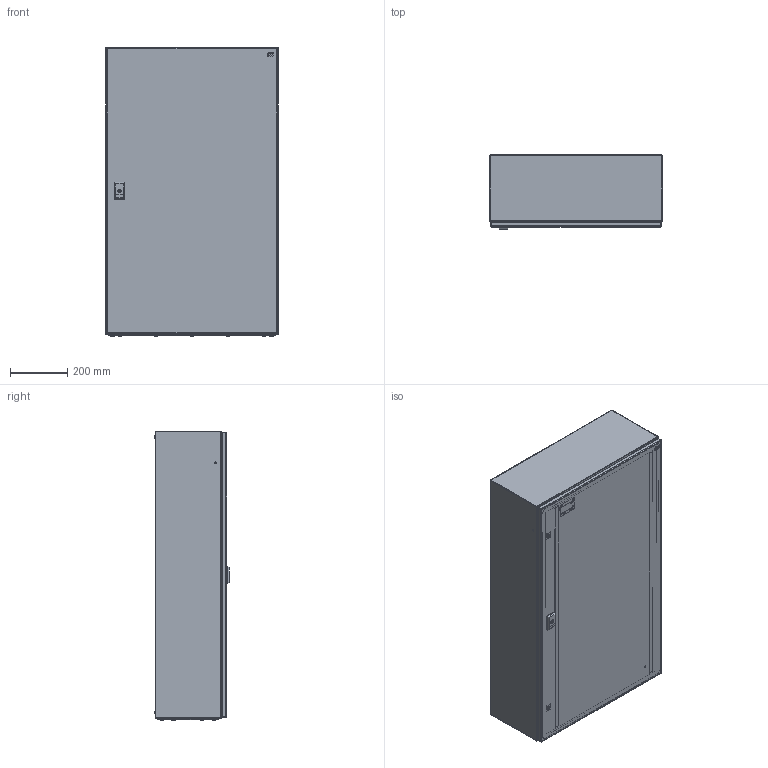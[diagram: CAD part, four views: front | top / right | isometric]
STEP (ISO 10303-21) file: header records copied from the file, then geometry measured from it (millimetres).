
FILE_DESCRIPTION((''),'2;1');
FILE_NAME('GT_100_60_25_ASM','2021-11-04T',('marketing.praksa'),('Audax d.o.o.'),'CREO PARAMETRIC BY PTC INC, 2017480','CREO PARAMETRIC BY PTC INC, 2017480','');
FILE_SCHEMA(('AUTOMOTIVE_DESIGN { 1 0 10303 214 1 1 1 1 }'));
Products named in the file (67): KOR_GT_100-60-25_1_1; PRZEPUST_1_2_3_4_1_1_1; ZAWIAS_1_2_3_4_1_1_1; TULEJA_1_2_3_4_1_1_1; PLYTA_1_2_3_4_1_1_1; NAKRETKA_M8_1_2_3_4_1_1_1; ZASLEPKA_10_7_1_2_3_4_1_1_1; SCREWS_100_60_25_1_1_1; SCREWS_100_60_25_1_2_1; SCREWS_100_60_25_1_3_1; SCREWS_100_60_25_1_4_1; SCREWS_100_60_25_1_6_1; SCREWS_100_60_25_1_7_1; SCREWS_100_60_25_1_8_1; SCREWS_100_60_25_1_9_1; SCREWS_100_60_25_1_10_1; SCREWS_100_60_25_1_11_1; SCREWS_100_60_25_1_12_1; SCREWS_100_60_25_1_13_1; SCREWS_100_60_25_1_14_1; SCREWS_100_60_25_1_5_1; DRZWI_1_2_3_4_5_6_7_8_1_1_1; DRZWI_1_2_3_4_5_6_7_8_2_1_1_1; ZAWIAS_3_ST47_002_ELEMENT-508_1; ZAWIAS_3_ST47_002_ELEMENT-508_2; DRZWI_1_2_3_4_5_6_7_8_3_1_1_1; DRZWI_1_2_3_4_5_6_7_8_4_1_1_1; ZAWIAS_3_ST47_002_ELEMENT-508_3; DRZWI_1_2_3_4_5_6_7_8_5_1_1_1; DRZWI_1_2_3_4_5_6_7_8_6_1_1_1; DRZWI_1_2_3_4_5_6_7_8_7_1_1_1; DRZWI_1_2_3_4_5_6_7_8_9_1_1_1; DRZWI_1_2_3_4_5_6_7_8_10_1_1_1; DRZWI_1_2_3_4_5_6_7_8_10_1_2_1; DRZWI_1_2_3_4_5_6_7_8_10_1_3_1; ANSI_B27_7M_3CMI-4-50893_1_1; ANSI_B27_7M_3CMI-4-50894_1_1; ANSI_B27_7M_3CMI-4-50895_1_1; DRZWI_1_2_3_4_5_6_7_8_11_1_1_1; DRZWI_1_2_3_4_5_6_7_8_12_1_1 ...
Assembly tree (77 placements, depth 2):
  GT_100_60_25_ASM
    KOR_GT_100-60-25_1_1
    PRZEPUST_1_2_3_4_1_1_1
    ZAWIAS_1_2_3_4_1_1_1  x3
    TULEJA_1_2_3_4_1_1_1  x4
    PLYTA_1_2_3_4_1_1_1
    NAKRETKA_M8_1_2_3_4_1_1_1  x4
    ZASLEPKA_10_7_1_2_3_4_1_1_1  x4
    SCREWS_100_60_25_1_1_1
    SCREWS_100_60_25_1_2_1
    SCREWS_100_60_25_1_3_1
    SCREWS_100_60_25_1_4_1
    SCREWS_100_60_25_1_6_1
    SCREWS_100_60_25_1_7_1
    SCREWS_100_60_25_1_8_1
    SCREWS_100_60_25_1_9_1
    SCREWS_100_60_25_1_10_1
    SCREWS_100_60_25_1_11_1
    SCREWS_100_60_25_1_12_1
    SCREWS_100_60_25_1_13_1
    SCREWS_100_60_25_1_14_1
    SCREWS_100_60_25_1_5_1
    DRZWI_1_2_3_4_5_6_7_8_1_1_1
    DRZWI_1_2_3_4_5_6_7_8_2_1_1_1
    ZAWIAS_3_ST47_002_ELEMENT-508_1
    ZAWIAS_3_ST47_002_ELEMENT-508_2
    DRZWI_1_2_3_4_5_6_7_8_3_1_1_1
    DRZWI_1_2_3_4_5_6_7_8_4_1_1_1
    ZAWIAS_3_ST47_002_ELEMENT-508_3
    DRZWI_1_2_3_4_5_6_7_8_5_1_1_1
    DRZWI_1_2_3_4_5_6_7_8_6_1_1_1
    DRZWI_1_2_3_4_5_6_7_8_7_1_1_1
    DRZWI_1_2_3_4_5_6_7_8_9_1_1_1
    DRZWI_1_2_3_4_5_6_7_8_10_1_1_1
    DRZWI_1_2_3_4_5_6_7_8_10_1_2_1
    DRZWI_1_2_3_4_5_6_7_8_10_1_3_1
    ANSI_B27_7M_3CMI-4-50893_1_1
    ANSI_B27_7M_3CMI-4-50894_1_1
    ANSI_B27_7M_3CMI-4-50895_1_1
    DRZWI_1_2_3_4_5_6_7_8_11_1_1_1
    DRZWI_1_2_3_4_5_6_7_8_12_1_1
    DRZWI_1_2_3_4_5_6_7_8_13_1_1_1
    DRZWI_1_2_3_4_5_6_7_8_14_1_1_1
    DRZWI_1_2_3_4_5_6_7_8_15_1_1
    DRZWI_1_2_3_4_5_6_7_8_16_1_1
    DRZWI_1_2_3_4_5_6_7_8_17_1_1
    DRZWI_1_2_3_4_5_6_7_8_18_1_1
    DRZWI_1_2_3_4_5_6_7_8_19_1_1
    DRZWI_1_2_3_4_5_6_7_8_20_1_1
    DRZWI_1_2_3_4_5_6_7_8_21_1_1
    DRZWI_1_2_3_4_5_6_7_8_22_1_1
    DRZWI_1_2_3_4_5_6_7_8_23_1_1
    DRZWI_1_2_3_4_5_6_7_8_24_1_1
    DRZWI_1_2_3_4_5_6_7_8_25_1_1
    DRZWI_1_2_3_4_5_6_7_8_26_1_1
    DRZWI_1_2_3_4_5_6_7_8_27_1_1
    DRZWI_1_2_3_4_5_6_7_8_28_1_1
    DRZWI_1_2_3_4_5_6_7_8_29_1_1
    DRZWI_1_2_3_4_5_6_7_8_30_1_1
    DRZWI_1_2_3_4_5_6_7_8_31_1_1
Bounding box: 600 x 260.39 x 1008.44 mm (x, y, z)
Volume: 4498040.5 mm3; surface area: 5750786.4 mm2
Topology: 76 solids, 77 shells, 3440 faces, 9497 edges, 6370 vertices
Faces by surface type: plane 1560, cylinder 1328, torus 162, cone 138, extrusion 136, sphere 64, bspline 52
Entity records: 136736 total; most frequent: CARTESIAN_POINT 23021, DIRECTION 16167, ORIENTED_EDGE 15266, PRESENTATION_STYLE_ASSIGNMENT 8893, STYLED_ITEM 8206, CURVE_STYLE 7633, EDGE_CURVE 7633, AXIS2_PLACEMENT_3D 6071
